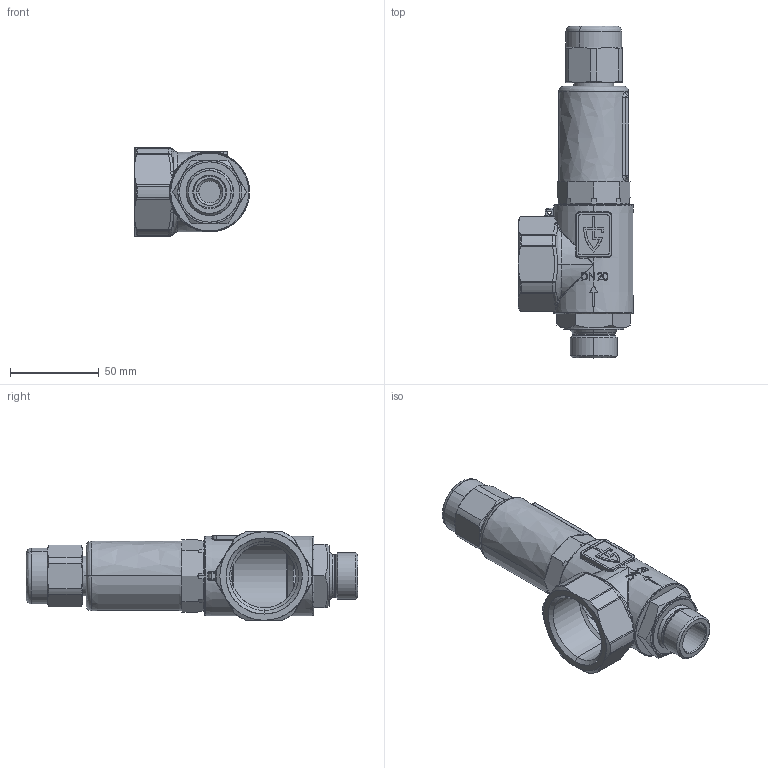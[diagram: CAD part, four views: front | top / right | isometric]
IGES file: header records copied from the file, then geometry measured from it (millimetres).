
Start section: SolidWorks IGES file using analytic representation for surfaces
Global section: file name: 851tbXO-20-mf-2032-OR.IGS; native system: SolidWorks 2016; preprocessor: SolidWorks 2016; author: Blankenhorn; date: 160602.164421; units: millimetre
Bounding box: 65 x 187.5 x 50 mm (x, y, z)
Surface area: 57124.1 mm2 (no closed solid volume)
Topology: 0 solids, 0 shells, 639 faces, 8522 edges, 8506 vertices
Faces by surface type: bspline 384, revolution 255
